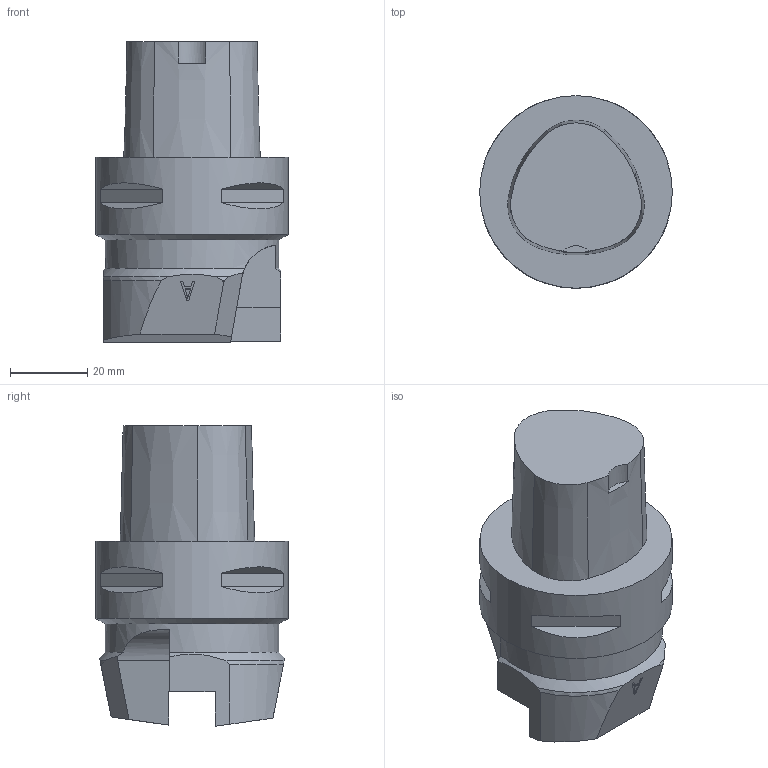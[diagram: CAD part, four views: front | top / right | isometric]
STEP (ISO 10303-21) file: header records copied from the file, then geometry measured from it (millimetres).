
FILE_DESCRIPTION(/* description */ (''),/* implementation_level */ '2;1');
FILE_NAME(/* name */ '1545052924915.stp',/* time_stamp */ '2018-12-17T14:22:21+01:00',/* author */ (''),/* organization */ ('SMS'),/* preprocessor_version */ 'ST-DEVELOPER v15',/* originating_system */ 'SIEMENS PLM Software NX 8.5',/* authorisation */ '');
FILE_SCHEMA (('AUTOMOTIVE_DESIGN { 1 0 10303 214 3 1 1 1 }'));
Length unit declared in the file: millimetre
Products named in the file (1): 200953337mod000_01
Bounding box: 50 x 50 x 78 mm (x, y, z)
Volume: 103328.7 mm3; surface area: 14698.1 mm2
Topology: 1 solids, 1 shells, 79 faces, 200 edges, 137 vertices
Faces by surface type: plane 49, cone 13, cylinder 9, extrusion 8
Full cylindrical faces by diameter (mm): 45 x1, 50 x1
Entity records: 2668 total; most frequent: CARTESIAN_POINT 790, ORIENTED_EDGE 390, DIRECTION 338, EDGE_CURVE 195, VERTEX_POINT 131, AXIS2_PLACEMENT_3D 125, EDGE_LOOP 92, VECTOR 88
